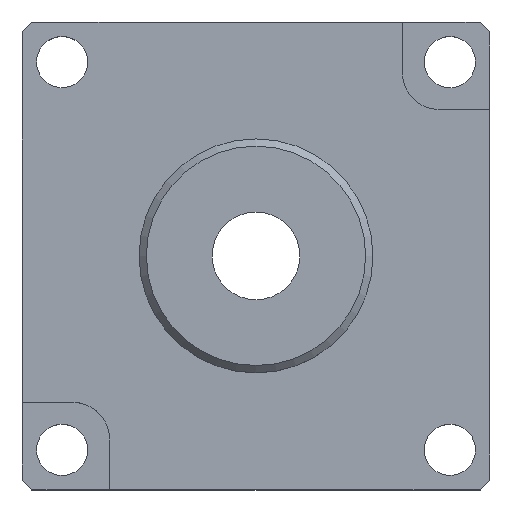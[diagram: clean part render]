
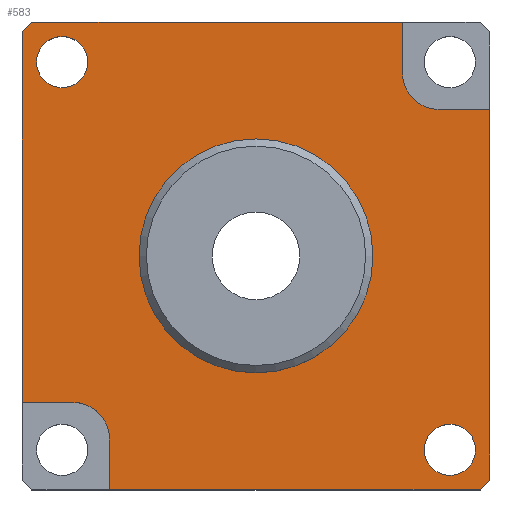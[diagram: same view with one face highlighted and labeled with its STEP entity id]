
A CAD part, top view. The second image highlights one B-rep face of the part: STEP entity #583.
In plain terms, the highlighted planar face has unit normal (0, 0, 1).
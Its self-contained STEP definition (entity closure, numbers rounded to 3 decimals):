
#19=FACE_BOUND('',#95,.T.);
#20=FACE_BOUND('',#96,.T.);
#21=FACE_BOUND('',#97,.T.);
#37=PLANE('',#636);
#59=FACE_OUTER_BOUND('',#94,.T.);
#94=EDGE_LOOP('',(#440,#441,#442,#443,#444,#445,#446,#447,#448,#449,#450,
#451));
#95=EDGE_LOOP('',(#452));
#96=EDGE_LOOP('',(#453));
#97=EDGE_LOOP('',(#454));
#133=LINE('',#868,#188);
#138=LINE('',#877,#193);
#144=LINE('',#897,#199);
#149=LINE('',#906,#204);
#153=LINE('',#917,#208);
#154=LINE('',#919,#209);
#155=LINE('',#920,#210);
#156=LINE('',#922,#211);
#157=LINE('',#924,#212);
#158=LINE('',#925,#213);
#188=VECTOR('',#693,10.);
#193=VECTOR('',#700,10.);
#199=VECTOR('',#718,10.);
#204=VECTOR('',#725,10.);
#208=VECTOR('',#735,10.);
#209=VECTOR('',#736,10.);
#210=VECTOR('',#737,10.);
#211=VECTOR('',#738,10.);
#212=VECTOR('',#739,10.);
#213=VECTOR('',#740,10.);
#242=CIRCLE('',#624,2.5);
#245=CIRCLE('',#631,2.5);
#247=CIRCLE('',#637,1.75);
#248=CIRCLE('',#638,8.);
#249=CIRCLE('',#639,1.75);
#269=VERTEX_POINT('',#861);
#270=VERTEX_POINT('',#863);
#271=VERTEX_POINT('',#867);
#274=VERTEX_POINT('',#875);
#280=VERTEX_POINT('',#890);
#281=VERTEX_POINT('',#892);
#282=VERTEX_POINT('',#896);
#285=VERTEX_POINT('',#904);
#289=VERTEX_POINT('',#916);
#290=VERTEX_POINT('',#918);
#291=VERTEX_POINT('',#921);
#292=VERTEX_POINT('',#923);
#293=VERTEX_POINT('',#926);
#294=VERTEX_POINT('',#928);
#295=VERTEX_POINT('',#930);
#323=EDGE_CURVE('',#269,#270,#242,.T.);
#325=EDGE_CURVE('',#270,#271,#133,.T.);
#330=EDGE_CURVE('',#274,#269,#138,.T.);
#337=EDGE_CURVE('',#280,#281,#245,.T.);
#339=EDGE_CURVE('',#281,#282,#144,.T.);
#344=EDGE_CURVE('',#285,#280,#149,.T.);
#349=EDGE_CURVE('',#289,#274,#153,.T.);
#350=EDGE_CURVE('',#290,#289,#154,.F.);
#351=EDGE_CURVE('',#282,#290,#155,.F.);
#352=EDGE_CURVE('',#291,#285,#156,.T.);
#353=EDGE_CURVE('',#292,#291,#157,.F.);
#354=EDGE_CURVE('',#271,#292,#158,.F.);
#355=EDGE_CURVE('',#293,#293,#247,.T.);
#356=EDGE_CURVE('',#294,#294,#248,.T.);
#357=EDGE_CURVE('',#295,#295,#249,.T.);
#440=ORIENTED_EDGE('',*,*,#349,.F.);
#441=ORIENTED_EDGE('',*,*,#350,.F.);
#442=ORIENTED_EDGE('',*,*,#351,.F.);
#443=ORIENTED_EDGE('',*,*,#339,.F.);
#444=ORIENTED_EDGE('',*,*,#337,.F.);
#445=ORIENTED_EDGE('',*,*,#344,.F.);
#446=ORIENTED_EDGE('',*,*,#352,.F.);
#447=ORIENTED_EDGE('',*,*,#353,.F.);
#448=ORIENTED_EDGE('',*,*,#354,.F.);
#449=ORIENTED_EDGE('',*,*,#325,.F.);
#450=ORIENTED_EDGE('',*,*,#323,.F.);
#451=ORIENTED_EDGE('',*,*,#330,.F.);
#452=ORIENTED_EDGE('',*,*,#355,.T.);
#453=ORIENTED_EDGE('',*,*,#356,.F.);
#454=ORIENTED_EDGE('',*,*,#357,.T.);
#583=ADVANCED_FACE('',(#59,#19,#20,#21),#37,.F.);
#624=AXIS2_PLACEMENT_3D('',#864,#688,#689);
#631=AXIS2_PLACEMENT_3D('',#893,#713,#714);
#636=AXIS2_PLACEMENT_3D('',#915,#733,#734);
#637=AXIS2_PLACEMENT_3D('',#927,#741,#742);
#638=AXIS2_PLACEMENT_3D('',#929,#743,#744);
#639=AXIS2_PLACEMENT_3D('',#931,#745,#746);
#688=DIRECTION('center_axis',(0.,0.,1.));
#689=DIRECTION('ref_axis',(0.707,0.707,0.));
#693=DIRECTION('',(-1.,0.,0.));
#700=DIRECTION('',(0.,1.,0.));
#713=DIRECTION('center_axis',(0.,0.,1.));
#714=DIRECTION('ref_axis',(-0.707,-0.707,0.));
#718=DIRECTION('',(1.,0.,0.));
#725=DIRECTION('',(0.,-1.,0.));
#733=DIRECTION('center_axis',(0.,0.,-1.));
#734=DIRECTION('ref_axis',(-1.,0.,0.));
#735=DIRECTION('',(-1.,0.,0.));
#736=DIRECTION('',(0.707,0.707,0.));
#737=DIRECTION('',(0.,1.,0.));
#738=DIRECTION('',(1.,0.,0.));
#739=DIRECTION('',(-0.707,-0.707,0.));
#740=DIRECTION('',(0.,-1.,0.));
#741=DIRECTION('center_axis',(0.,0.,-1.));
#742=DIRECTION('ref_axis',(1.,0.,0.));
#743=DIRECTION('center_axis',(0.,0.,1.));
#744=DIRECTION('ref_axis',(1.,0.,0.));
#745=DIRECTION('center_axis',(0.,0.,-1.));
#746=DIRECTION('ref_axis',(1.,0.,0.));
#861=CARTESIAN_POINT('',(-10.021,4.479,5.4));
#863=CARTESIAN_POINT('',(-12.521,6.979,5.4));
#864=CARTESIAN_POINT('Origin',(-12.521,4.479,5.4));
#867=CARTESIAN_POINT('',(-16.,6.979,5.4));
#868=CARTESIAN_POINT('',(-5.76,6.979,5.4));
#875=CARTESIAN_POINT('',(-10.021,1.,5.4));
#877=CARTESIAN_POINT('',(-10.021,12.653,5.4));
#890=CARTESIAN_POINT('',(10.021,29.521,5.4));
#892=CARTESIAN_POINT('',(12.521,27.021,5.4));
#893=CARTESIAN_POINT('Origin',(12.521,29.521,5.4));
#896=CARTESIAN_POINT('',(16.,27.021,5.4));
#897=CARTESIAN_POINT('',(5.76,27.021,5.4));
#904=CARTESIAN_POINT('',(10.021,33.,5.4));
#906=CARTESIAN_POINT('',(10.021,29.347,5.4));
#915=CARTESIAN_POINT('Origin',(11.521,5.479,5.4));
#916=CARTESIAN_POINT('',(15.328,1.,5.4));
#917=CARTESIAN_POINT('',(-1.74,1.,5.4));
#918=CARTESIAN_POINT('',(16.,1.672,5.4));
#919=CARTESIAN_POINT('',(15.289,0.961,5.4));
#920=CARTESIAN_POINT('',(16.,13.5,5.4));
#921=CARTESIAN_POINT('',(-15.328,33.,5.4));
#922=CARTESIAN_POINT('',(-13.26,33.,5.4));
#923=CARTESIAN_POINT('',(-16.,32.328,5.4));
#924=CARTESIAN_POINT('',(-15.289,33.039,5.4));
#925=CARTESIAN_POINT('',(-16.,13.5,5.4));
#926=CARTESIAN_POINT('',(-15.008,30.258,5.4));
#927=CARTESIAN_POINT('Origin',(-13.258,30.258,5.4));
#928=CARTESIAN_POINT('',(-8.,17.,5.4));
#929=CARTESIAN_POINT('Origin',(0.,17.,5.4));
#930=CARTESIAN_POINT('',(11.508,3.742,5.4));
#931=CARTESIAN_POINT('Origin',(13.258,3.742,5.4));
